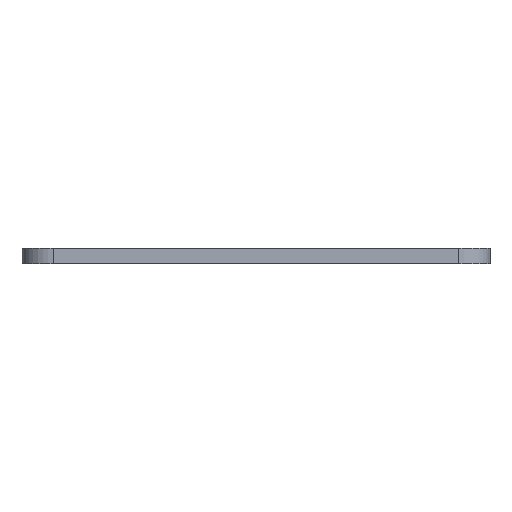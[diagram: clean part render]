
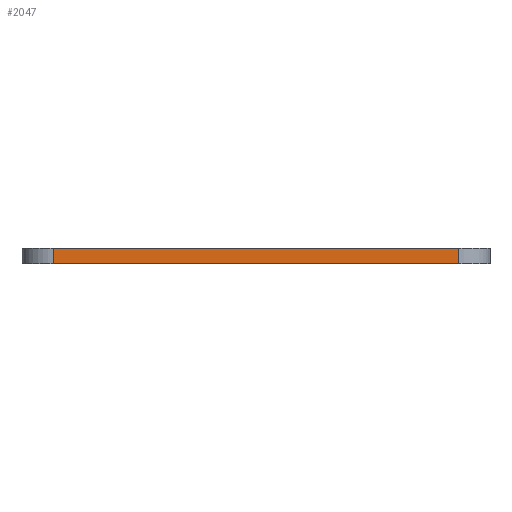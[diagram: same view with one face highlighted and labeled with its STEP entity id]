
A CAD part, front view. The second image highlights one B-rep face of the part: STEP entity #2047.
In plain terms, the highlighted planar face has unit normal (0, -1, 0).
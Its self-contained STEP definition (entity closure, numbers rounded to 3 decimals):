
#227=FACE_OUTER_BOUND('',#329,.T.);
#329=EDGE_LOOP('',(#1619,#1620,#1621,#1622));
#535=LINE('',#3329,#755);
#536=LINE('',#3333,#756);
#537=LINE('',#3335,#757);
#538=LINE('',#3336,#758);
#755=VECTOR('',#2729,10.);
#756=VECTOR('',#2734,10.);
#757=VECTOR('',#2735,10.);
#758=VECTOR('',#2736,10.);
#963=VERTEX_POINT('',#3326);
#964=VERTEX_POINT('',#3328);
#965=VERTEX_POINT('',#3332);
#966=VERTEX_POINT('',#3334);
#1240=EDGE_CURVE('',#964,#963,#535,.T.);
#1242=EDGE_CURVE('',#963,#965,#536,.T.);
#1243=EDGE_CURVE('',#966,#965,#537,.T.);
#1244=EDGE_CURVE('',#964,#966,#538,.T.);
#1619=ORIENTED_EDGE('',*,*,#1242,.T.);
#1620=ORIENTED_EDGE('',*,*,#1243,.F.);
#1621=ORIENTED_EDGE('',*,*,#1244,.F.);
#1622=ORIENTED_EDGE('',*,*,#1240,.T.);
#1952=PLANE('',#2235);
#2047=ADVANCED_FACE('',(#227),#1952,.T.);
#2235=AXIS2_PLACEMENT_3D('',#3331,#2732,#2733);
#2729=DIRECTION('',(0.,0.,1.));
#2732=DIRECTION('center_axis',(0.,-1.,0.));
#2733=DIRECTION('ref_axis',(1.,0.,0.));
#2734=DIRECTION('',(-1.,0.,0.));
#2735=DIRECTION('',(0.,0.,1.));
#2736=DIRECTION('',(-1.,0.,0.));
#3326=CARTESIAN_POINT('',(13.,-15.,1.));
#3328=CARTESIAN_POINT('',(13.,-15.,0.));
#3329=CARTESIAN_POINT('',(13.,-15.,0.));
#3331=CARTESIAN_POINT('Origin',(-13.,-15.,0.));
#3332=CARTESIAN_POINT('',(-13.,-15.,1.));
#3333=CARTESIAN_POINT('',(-6.5,-15.,1.));
#3334=CARTESIAN_POINT('',(-13.,-15.,0.));
#3335=CARTESIAN_POINT('',(-13.,-15.,0.));
#3336=CARTESIAN_POINT('',(-6.5,-15.,0.));
